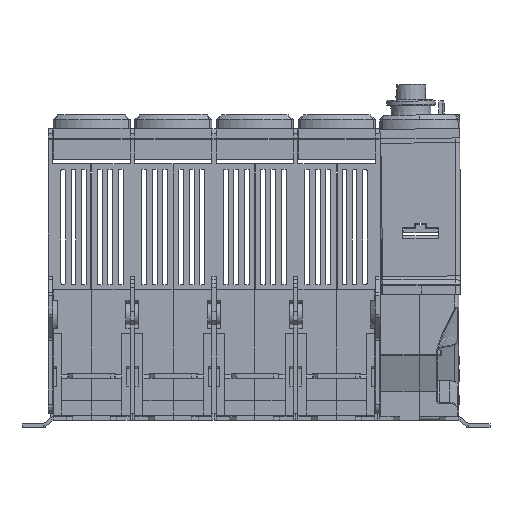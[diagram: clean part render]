
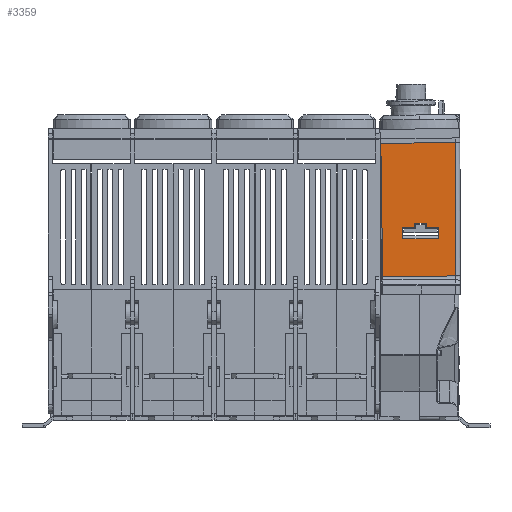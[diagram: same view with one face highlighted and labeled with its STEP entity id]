
A CAD part, left-side view. The second image highlights one B-rep face of the part: STEP entity #3359.
In plain terms, the highlighted planar face has unit normal (-1, 0, 0).
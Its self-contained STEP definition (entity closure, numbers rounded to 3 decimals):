
#3359=ADVANCED_FACE('',(#7371,#7372),#5678,.T.);
#5678=PLANE('',#49942);
#7371=FACE_BOUND('',#8017,.T.);
#7372=FACE_BOUND('',#8018,.T.);
#8017=EDGE_LOOP('',(#11829,#11830,#11831,#11832));
#8018=EDGE_LOOP('',(#11833,#11834,#11835,#11836,#11837,#11838,#11839,#11840));
#11829=ORIENTED_EDGE('',*,*,#30127,.F.);
#11830=ORIENTED_EDGE('',*,*,#30128,.F.);
#11831=ORIENTED_EDGE('',*,*,#30129,.F.);
#11832=ORIENTED_EDGE('',*,*,#30130,.T.);
#11833=ORIENTED_EDGE('',*,*,#30131,.T.);
#11834=ORIENTED_EDGE('',*,*,#30132,.T.);
#11835=ORIENTED_EDGE('',*,*,#30133,.T.);
#11836=ORIENTED_EDGE('',*,*,#30134,.F.);
#11837=ORIENTED_EDGE('',*,*,#30135,.F.);
#11838=ORIENTED_EDGE('',*,*,#30136,.T.);
#11839=ORIENTED_EDGE('',*,*,#30137,.F.);
#11840=ORIENTED_EDGE('',*,*,#30138,.F.);
#24819=VERTEX_POINT('',#66259);
#24820=VERTEX_POINT('',#66260);
#24821=VERTEX_POINT('',#66262);
#24822=VERTEX_POINT('',#66264);
#24823=VERTEX_POINT('',#66267);
#24824=VERTEX_POINT('',#66268);
#24825=VERTEX_POINT('',#66270);
#24826=VERTEX_POINT('',#66272);
#24827=VERTEX_POINT('',#66274);
#24828=VERTEX_POINT('',#66276);
#24829=VERTEX_POINT('',#66278);
#24830=VERTEX_POINT('',#66280);
#30127=EDGE_CURVE('',#24819,#24820,#37726,.T.);
#30128=EDGE_CURVE('',#24821,#24819,#37727,.T.);
#30129=EDGE_CURVE('',#24822,#24821,#37728,.T.);
#30130=EDGE_CURVE('',#24822,#24820,#37729,.T.);
#30131=EDGE_CURVE('',#24823,#24824,#37730,.T.);
#30132=EDGE_CURVE('',#24824,#24825,#37731,.T.);
#30133=EDGE_CURVE('',#24825,#24826,#37732,.T.);
#30134=EDGE_CURVE('',#24827,#24826,#37733,.T.);
#30135=EDGE_CURVE('',#24828,#24827,#37734,.T.);
#30136=EDGE_CURVE('',#24828,#24829,#37735,.T.);
#30137=EDGE_CURVE('',#24830,#24829,#37736,.T.);
#30138=EDGE_CURVE('',#24823,#24830,#37737,.T.);
#37726=LINE('',#66258,#43836);
#37727=LINE('',#66261,#43837);
#37728=LINE('',#66263,#43838);
#37729=LINE('',#66265,#43839);
#37730=LINE('',#66266,#43840);
#37731=LINE('',#66269,#43841);
#37732=LINE('',#66271,#43842);
#37733=LINE('',#66273,#43843);
#37734=LINE('',#66275,#43844);
#37735=LINE('',#66277,#43845);
#37736=LINE('',#66279,#43846);
#37737=LINE('',#66281,#43847);
#43836=VECTOR('',#53409,1.);
#43837=VECTOR('',#53410,1.);
#43838=VECTOR('',#53411,1.);
#43839=VECTOR('',#53412,1.);
#43840=VECTOR('',#53413,1.);
#43841=VECTOR('',#53414,1.);
#43842=VECTOR('',#53415,1.);
#43843=VECTOR('',#53416,1.);
#43844=VECTOR('',#53417,1.);
#43845=VECTOR('',#53418,1.);
#43846=VECTOR('',#53419,1.);
#43847=VECTOR('',#53420,1.);
#49942=AXIS2_PLACEMENT_3D('',#66282,#53421,#53422);
#53409=DIRECTION('',(0.,0.014,1.));
#53410=DIRECTION('',(0.,1.,-0.009));
#53411=DIRECTION('',(0.,-0.003,-1.));
#53412=DIRECTION('',(0.,1.,-0.009));
#53413=DIRECTION('',(0.,-1.,0.009));
#53414=DIRECTION('',(0.,-0.009,-1.));
#53415=DIRECTION('',(0.,-1.,0.009));
#53416=DIRECTION('',(0.,0.,1.));
#53417=DIRECTION('',(0.,-1.,0.009));
#53418=DIRECTION('',(0.,0.017,1.));
#53419=DIRECTION('',(0.,1.,-0.009));
#53420=DIRECTION('',(0.,-0.009,-1.));
#53421=DIRECTION('',(-1.,0.,0.));
#53422=DIRECTION('',(0.,1.,-0.009));
#66258=CARTESIAN_POINT('',(-49.,-2.137,45.571));
#66259=CARTESIAN_POINT('',(-49.,-2.338,31.192));
#66260=CARTESIAN_POINT('',(-49.,-1.539,88.359));
#66261=CARTESIAN_POINT('',(-49.,-18.748,31.335));
#66262=CARTESIAN_POINT('',(-49.,-33.659,31.465));
#66263=CARTESIAN_POINT('',(-49.,-33.609,45.853));
#66264=CARTESIAN_POINT('',(-49.,-33.459,88.637));
#66265=CARTESIAN_POINT('',(-49.,-18.249,88.505));
#66266=CARTESIAN_POINT('',(-49.,-18.55,54.023));
#66267=CARTESIAN_POINT('',(-49.,-16.016,54.001));
#66268=CARTESIAN_POINT('',(-49.,-21.084,54.045));
#66269=CARTESIAN_POINT('',(-49.,-21.189,42.279));
#66270=CARTESIAN_POINT('',(-49.,-21.1,52.245));
#66271=CARTESIAN_POINT('',(-49.,-19.816,52.234));
#66272=CARTESIAN_POINT('',(-49.,-26.274,52.29));
#66273=CARTESIAN_POINT('',(-49.,-26.276,41.39));
#66274=CARTESIAN_POINT('',(-49.,-26.275,47.521));
#66275=CARTESIAN_POINT('',(-49.,-22.432,47.487));
#66276=CARTESIAN_POINT('',(-49.,-10.94,47.387));
#66277=CARTESIAN_POINT('',(-49.,-11.046,41.257));
#66278=CARTESIAN_POINT('',(-49.,-10.858,52.156));
#66279=CARTESIAN_POINT('',(-49.,-17.316,52.212));
#66280=CARTESIAN_POINT('',(-49.,-16.032,52.201));
#66281=CARTESIAN_POINT('',(-49.,-16.117,42.234));
#66282=CARTESIAN_POINT('',(-49.,-18.755,30.507));
